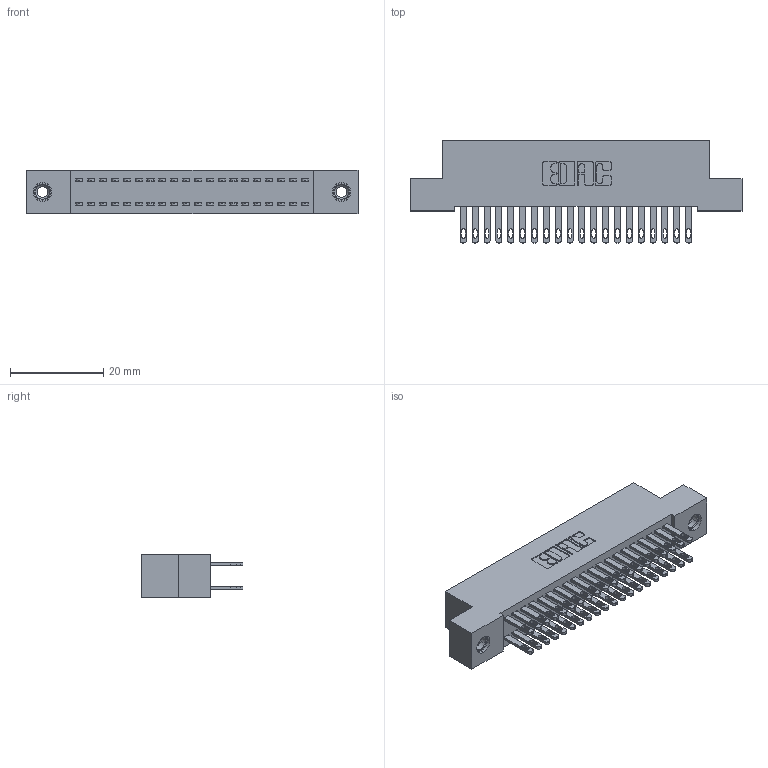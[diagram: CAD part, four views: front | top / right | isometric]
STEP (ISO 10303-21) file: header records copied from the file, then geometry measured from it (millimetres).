
FILE_DESCRIPTION (( 'STEP AP203' ), '1' );
FILE_NAME ('342-040-500-208.STEP', '2018-08-11T23:49:31', ( '' ), ( '' ), 'SwSTEP 2.0', 'SolidWorks 2016', '' );
FILE_SCHEMA (( 'CONFIG_CONTROL_DESIGN' ));
Length unit declared in the file: inch
Products named in the file (4): 342 Part_TI; 345-292-001_345-293-100; 345-250-001_345-250-003-102; 342-040-500-208
Assembly tree (43 placements, depth 2):
  342-040-500-208
    342 Part_TI
    345-292-001_345-293-100  x40
    345-250-001_345-250-003-102  x2
Bounding box: 71.12 x 21.85 x 9.4 mm (x, y, z)
Volume: 6402.5 mm3; surface area: 10272.9 mm2
Topology: 43 solids, 43 shells, 2090 faces, 6315 edges, 4202 vertices
Faces by surface type: plane 1298, cylinder 776, cone 12, torus 4
Entity records: 16696 total; most frequent: CARTESIAN_POINT 2773, ORIENTED_EDGE 2702, DIRECTION 2441, EDGE_CURVE 1351, LINE 1199, VECTOR 1199, VERTEX_POINT 896, AXIS2_PLACEMENT_3D 621
